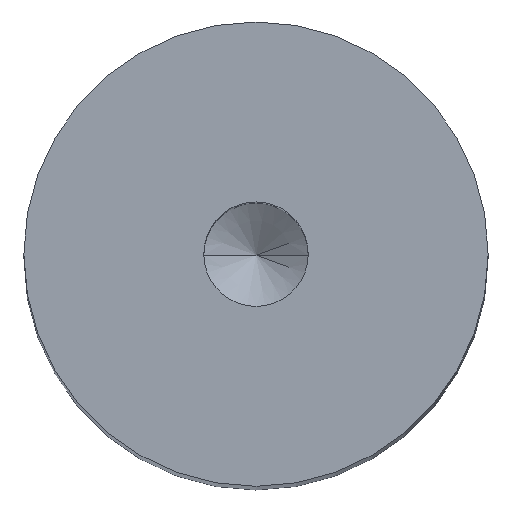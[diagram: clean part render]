
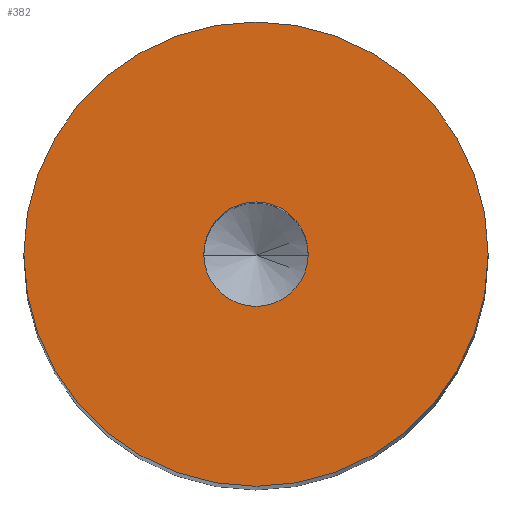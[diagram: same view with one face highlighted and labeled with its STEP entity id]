
A CAD part, top view. The second image highlights one B-rep face of the part: STEP entity #382.
In plain terms, the highlighted planar face has unit normal (0, 0, 1).
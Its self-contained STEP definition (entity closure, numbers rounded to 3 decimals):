
#2 = CARTESIAN_POINT ( 'NONE',  ( 0., 0., 50.8 ) ) ;
#13 = DIRECTION ( 'NONE',  ( 1., 0., 0. ) ) ;
#32 = EDGE_CURVE ( 'NONE', #104, #238, #207, .T. ) ;
#43 = CARTESIAN_POINT ( 'NONE',  ( 0., 0., 50.8 ) ) ;
#66 = EDGE_CURVE ( 'NONE', #348, #159, #173, .T. ) ;
#72 = DIRECTION ( 'NONE',  ( 1., 0., 0. ) ) ;
#83 = AXIS2_PLACEMENT_3D ( 'NONE', #283, #138, #136 ) ;
#93 = AXIS2_PLACEMENT_3D ( 'NONE', #163, #337, #121 ) ;
#94 = CARTESIAN_POINT ( 'NONE',  ( 5.556, 0., 50.8 ) ) ;
#104 = VERTEX_POINT ( 'NONE', #284 ) ;
#112 = AXIS2_PLACEMENT_3D ( 'NONE', #43, #225, #13 ) ;
#117 = FACE_BOUND ( 'NONE', #373, .T. ) ;
#121 = DIRECTION ( 'NONE',  ( 1., 0., 0. ) ) ;
#129 = EDGE_CURVE ( 'NONE', #159, #348, #232, .T. ) ;
#136 = DIRECTION ( 'NONE',  ( 1., 0., 0. ) ) ;
#138 = DIRECTION ( 'NONE',  ( 0., 0., 1. ) ) ;
#146 = ORIENTED_EDGE ( 'NONE', *, *, #32, .F. ) ;
#159 = VERTEX_POINT ( 'NONE', #279 ) ;
#163 = CARTESIAN_POINT ( 'NONE',  ( 0., 0., 50.8 ) ) ;
#169 = ORIENTED_EDGE ( 'NONE', *, *, #66, .T. ) ;
#173 = CIRCLE ( 'NONE', #365, 5.556 ) ;
#178 = CARTESIAN_POINT ( 'NONE',  ( 0., 0., 50.8 ) ) ;
#184 = DIRECTION ( 'NONE',  ( 1., 0., 0. ) ) ;
#190 = CIRCLE ( 'NONE', #93, 1.25 ) ;
#207 = CIRCLE ( 'NONE', #342, 1.25 ) ;
#225 = DIRECTION ( 'NONE',  ( 0., 0., 1. ) ) ;
#231 = CARTESIAN_POINT ( 'NONE',  ( -1.25, 0., 50.8 ) ) ;
#232 = CIRCLE ( 'NONE', #83, 5.556 ) ;
#238 = VERTEX_POINT ( 'NONE', #231 ) ;
#259 = DIRECTION ( 'NONE',  ( 0., 0., 1. ) ) ;
#265 = FACE_OUTER_BOUND ( 'NONE', #324, .T. ) ;
#279 = CARTESIAN_POINT ( 'NONE',  ( -5.556, 0., 50.8 ) ) ;
#283 = CARTESIAN_POINT ( 'NONE',  ( 0., 0., 50.8 ) ) ;
#284 = CARTESIAN_POINT ( 'NONE',  ( 1.25, 0., 50.8 ) ) ;
#320 = DIRECTION ( 'NONE',  ( 0., 0., 1. ) ) ;
#324 = EDGE_LOOP ( 'NONE', ( #326, #169 ) ) ;
#326 = ORIENTED_EDGE ( 'NONE', *, *, #129, .T. ) ;
#335 = EDGE_CURVE ( 'NONE', #238, #104, #190, .T. ) ;
#336 = ORIENTED_EDGE ( 'NONE', *, *, #335, .F. ) ;
#337 = DIRECTION ( 'NONE',  ( 0., 0., 1. ) ) ;
#342 = AXIS2_PLACEMENT_3D ( 'NONE', #2, #320, #72 ) ;
#348 = VERTEX_POINT ( 'NONE', #94 ) ;
#365 = AXIS2_PLACEMENT_3D ( 'NONE', #178, #259, #184 ) ;
#366 = PLANE ( 'NONE',  #112 ) ;
#373 = EDGE_LOOP ( 'NONE', ( #146, #336 ) ) ;
#382 = ADVANCED_FACE ( 'NONE', ( #117, #265 ), #366, .T. ) ;
